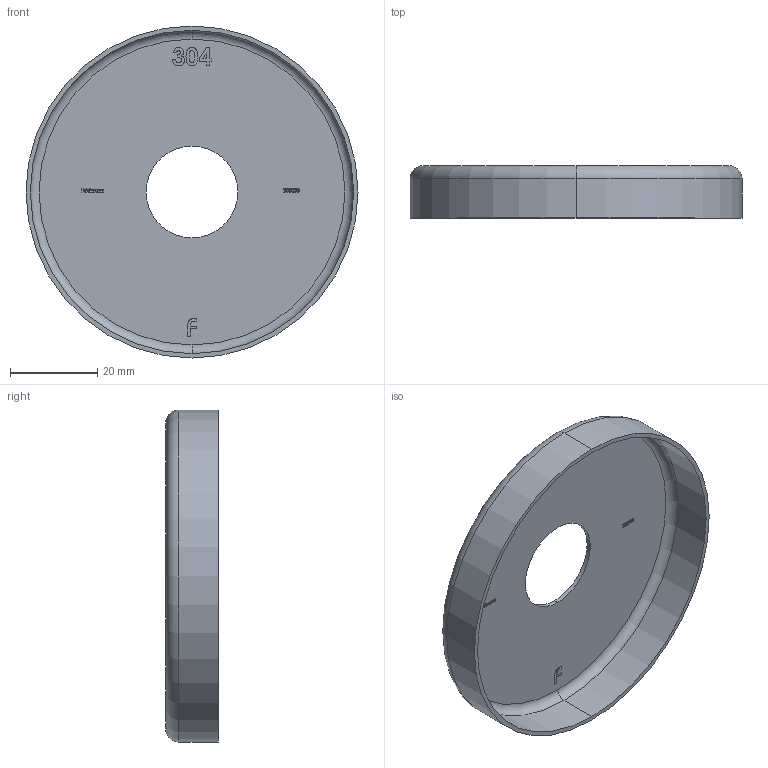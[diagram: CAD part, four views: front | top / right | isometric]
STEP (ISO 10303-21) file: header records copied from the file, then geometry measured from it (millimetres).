
FILE_DESCRIPTION (( 'STEP AP203' ), '1' );
FILE_NAME ('200038.step', '2020-11-05T12:45:17', ( '' ), ( '' ), 'SwSTEP 2.0', 'SolidWorks 2018', '' );
FILE_SCHEMA (( 'CONFIG_CONTROL_DESIGN' ));
Length unit declared in the file: millimetre
Products named in the file (2): 200038
Bounding box: 76 x 12 x 76 mm (x, y, z)
Volume: 6523.6 mm3; surface area: 13367.6 mm2
Topology: 1 solids, 1 shells, 268 faces, 707 edges, 470 vertices
Faces by surface type: bspline 137, plane 121, cylinder 6, torus 4
Entity records: 16184 total; most frequent: CARTESIAN_POINT 10312, ORIENTED_EDGE 1414, DIRECTION 719, EDGE_CURVE 707, VERTEX_POINT 470, LINE 413, VECTOR 413, EDGE_LOOP 299
